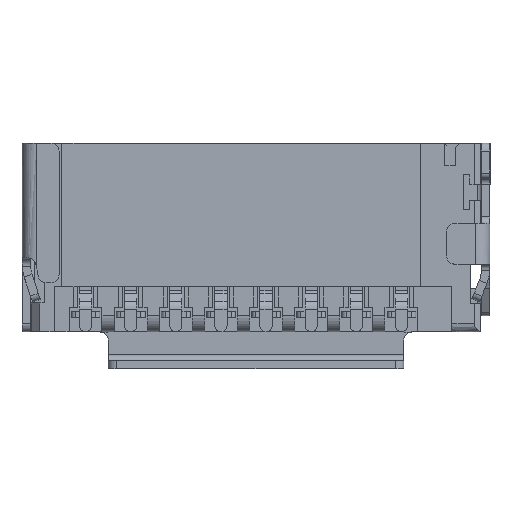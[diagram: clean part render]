
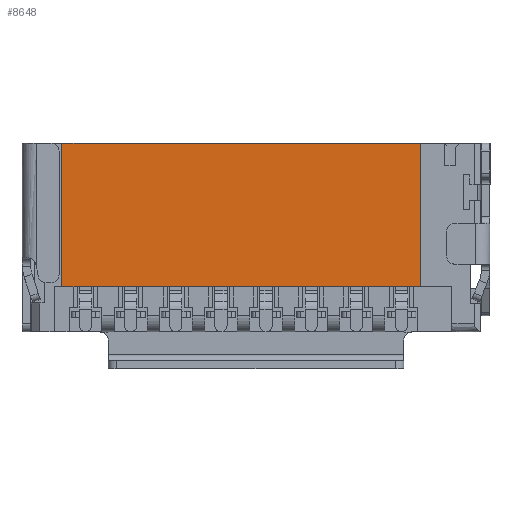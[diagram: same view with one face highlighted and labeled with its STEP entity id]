
A CAD part, top view. The second image highlights one B-rep face of the part: STEP entity #8648.
In plain terms, the highlighted free-form (B-spline) face has degree [1, 1] with [2, 2] control points.
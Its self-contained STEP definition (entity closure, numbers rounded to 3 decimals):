
#1643 = LINE ( 'NONE', #30682, #36857 ) ;
#1924 = LINE ( 'NONE', #30964, #34092 ) ;
#2337 = VERTEX_POINT ( 'NONE', #18188 ) ;
#2582 = CARTESIAN_POINT ( 'NONE',  ( -4.73, 1.1, 0.18 ) ) ;
#2835 = DIRECTION ( 'NONE',  ( -1., 0., 0. ) ) ;
#3014 = FACE_OUTER_BOUND ( 'NONE', #31043, .T. ) ;
#8158 = CARTESIAN_POINT ( 'NONE',  ( -4.905, 4.67, 0.18 ) ) ;
#8648 = ADVANCED_FACE ( 'NONE', ( #3014 ), #17142, .T. ) ;
#10404 = CARTESIAN_POINT ( 'NONE',  ( -4.73, 4.6, 0.18 ) ) ;
#10996 = CARTESIAN_POINT ( 'NONE',  ( 4.18, 1.03, 0.18 ) ) ;
#11203 = DIRECTION ( 'NONE',  ( 0., 1., 0. ) ) ;
#12045 = ORIENTED_EDGE ( 'NONE', *, *, #36321, .F. ) ;
#15120 = VERTEX_POINT ( 'NONE', #10404 ) ;
#15883 = EDGE_CURVE ( 'NONE', #15120, #2337, #21464, .T. ) ;
#17142 = B_SPLINE_SURFACE_WITH_KNOTS ( 'NONE', 1, 1, ( 
 ( #37004, #10996 ),
 ( #8158, #19729 ) ),
 .UNSPECIFIED., .F., .F., .F.,
 ( 2, 2 ),
 ( 2, 2 ),
 ( -4.542, 4.542 ),
 ( -1.82, 1.82 ),
 .UNSPECIFIED. ) ;
#17567 = ORIENTED_EDGE ( 'NONE', *, *, #19550, .F. ) ;
#18188 = CARTESIAN_POINT ( 'NONE',  ( 4.005, 4.6, 0.18 ) ) ;
#18521 = VECTOR ( 'NONE', #26592, 1000. ) ;
#18558 = ORIENTED_EDGE ( 'NONE', *, *, #31983, .F. ) ;
#19550 = EDGE_CURVE ( 'NONE', #26028, #33345, #22937, .T. ) ;
#19729 = CARTESIAN_POINT ( 'NONE',  ( -4.905, 1.03, 0.18 ) ) ;
#21464 = LINE ( 'NONE', #29276, #18521 ) ;
#22105 = DIRECTION ( 'NONE',  ( 0., -1., 0. ) ) ;
#22937 = LINE ( 'NONE', #31694, #34307 ) ;
#26028 = VERTEX_POINT ( 'NONE', #27975 ) ;
#26592 = DIRECTION ( 'NONE',  ( 1., 0., 0. ) ) ;
#27975 = CARTESIAN_POINT ( 'NONE',  ( 4.005, 1.1, 0.18 ) ) ;
#28142 = ORIENTED_EDGE ( 'NONE', *, *, #15883, .F. ) ;
#29276 = CARTESIAN_POINT ( 'NONE',  ( -4.73, 4.6, 0.18 ) ) ;
#30682 = CARTESIAN_POINT ( 'NONE',  ( 4.005, 4.6, 0.18 ) ) ;
#30964 = CARTESIAN_POINT ( 'NONE',  ( -4.73, 1.1, 0.18 ) ) ;
#31043 = EDGE_LOOP ( 'NONE', ( #12045, #17567, #18558, #28142 ) ) ;
#31694 = CARTESIAN_POINT ( 'NONE',  ( 4.005, 1.1, 0.18 ) ) ;
#31983 = EDGE_CURVE ( 'NONE', #2337, #26028, #1643, .T. ) ;
#33345 = VERTEX_POINT ( 'NONE', #2582 ) ;
#34092 = VECTOR ( 'NONE', #11203, 1000. ) ;
#34307 = VECTOR ( 'NONE', #2835, 1000. ) ;
#36321 = EDGE_CURVE ( 'NONE', #33345, #15120, #1924, .T. ) ;
#36857 = VECTOR ( 'NONE', #22105, 1000. ) ;
#37004 = CARTESIAN_POINT ( 'NONE',  ( 4.18, 4.67, 0.18 ) ) ;
